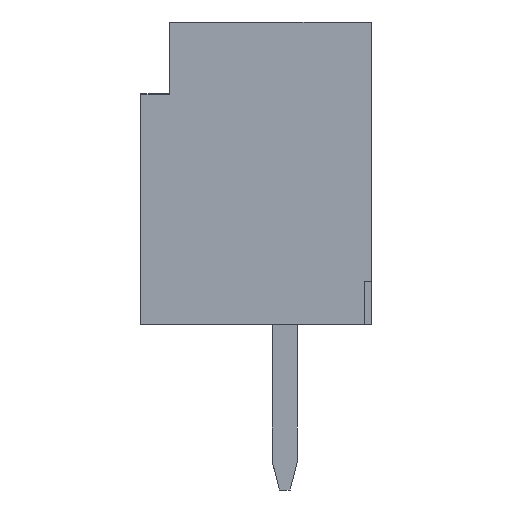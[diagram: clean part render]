
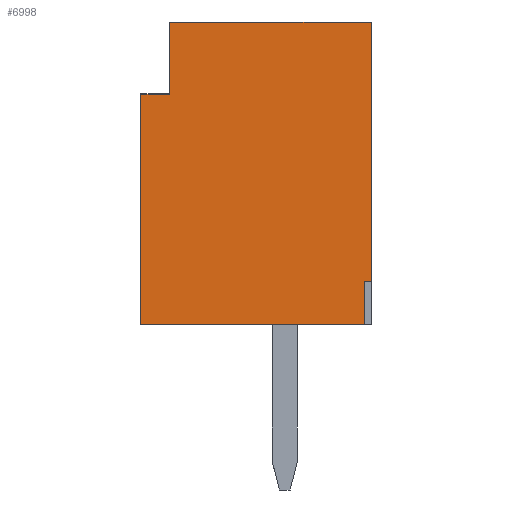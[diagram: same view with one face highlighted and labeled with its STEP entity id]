
A CAD part, left-side view. The second image highlights one B-rep face of the part: STEP entity #6998.
In plain terms, the highlighted face is planar.
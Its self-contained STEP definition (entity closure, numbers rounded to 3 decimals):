
#706=ORIENTED_EDGE('',*,*,#1746,.F.);
#707=ORIENTED_EDGE('',*,*,#1753,.T.);
#708=ORIENTED_EDGE('',*,*,#1982,.F.);
#709=ORIENTED_EDGE('',*,*,#1983,.F.);
#710=ORIENTED_EDGE('',*,*,#1965,.F.);
#711=ORIENTED_EDGE('',*,*,#1947,.T.);
#712=ORIENTED_EDGE('',*,*,#1984,.F.);
#713=ORIENTED_EDGE('',*,*,#1985,.F.);
#1746=EDGE_CURVE('',#2449,#2450,#2975,.T.);
#1753=EDGE_CURVE('',#2449,#2454,#2982,.T.);
#1947=EDGE_CURVE('',#2580,#2579,#3176,.T.);
#1965=EDGE_CURVE('',#2580,#2590,#3194,.T.);
#1982=EDGE_CURVE('',#2593,#2454,#3211,.T.);
#1983=EDGE_CURVE('',#2590,#2593,#3212,.T.);
#1984=EDGE_CURVE('',#2594,#2579,#3213,.T.);
#1985=EDGE_CURVE('',#2450,#2594,#3214,.T.);
#2449=VERTEX_POINT('',#9133);
#2450=VERTEX_POINT('',#9135);
#2454=VERTEX_POINT('',#9147);
#2579=VERTEX_POINT('',#9536);
#2580=VERTEX_POINT('',#9538);
#2590=VERTEX_POINT('',#9569);
#2593=VERTEX_POINT('',#9604);
#2594=VERTEX_POINT('',#9607);
#2975=LINE('',#9134,#3718);
#2982=LINE('',#9148,#3725);
#3176=LINE('',#9537,#3919);
#3194=LINE('',#9571,#3937);
#3211=LINE('',#9603,#3954);
#3212=LINE('',#9605,#3955);
#3213=LINE('',#9606,#3956);
#3214=LINE('',#9608,#3957);
#3718=VECTOR('',#7725,1000.);
#3725=VECTOR('',#7736,1000.);
#3919=VECTOR('',#8070,1000.);
#3937=VECTOR('',#8098,1000.);
#3954=VECTOR('',#8141,1000.);
#3955=VECTOR('',#8142,1000.);
#3956=VECTOR('',#8143,1000.);
#3957=VECTOR('',#8144,1000.);
#4374=EDGE_LOOP('',(#706,#707,#708,#709,#710,#711,#712,#713));
#4653=FACE_BOUND('',#4374,.T.);
#4924=PLANE('',#7264);
#6998=ADVANCED_FACE('',(#4653),#4924,.F.);
#7264=AXIS2_PLACEMENT_3D('',#9602,#8139,#8140);
#7725=DIRECTION('',(0.,0.,-1.));
#7736=DIRECTION('',(0.,1.,0.));
#8070=DIRECTION('',(0.,-1.,0.));
#8098=DIRECTION('',(0.,0.,1.));
#8139=DIRECTION('',(-1.,0.,0.));
#8140=DIRECTION('',(0.,0.,1.));
#8141=DIRECTION('',(0.,0.,-1.));
#8142=DIRECTION('',(0.,1.,0.));
#8143=DIRECTION('',(0.,0.,1.));
#8144=DIRECTION('',(0.,-1.,0.));
#9133=CARTESIAN_POINT('',(5.875,1.5,-1.5));
#9134=CARTESIAN_POINT('',(5.875,1.5,-1.5));
#9135=CARTESIAN_POINT('',(5.875,1.5,-2.1));
#9147=CARTESIAN_POINT('',(5.875,1.6,-1.5));
#9148=CARTESIAN_POINT('',(5.875,1.5,-1.5));
#9536=CARTESIAN_POINT('',(5.875,-1.6,1.1));
#9537=CARTESIAN_POINT('',(5.875,-1.2,1.1));
#9538=CARTESIAN_POINT('',(5.875,-1.2,1.1));
#9569=CARTESIAN_POINT('',(5.875,-1.2,2.1));
#9571=CARTESIAN_POINT('',(5.875,-1.2,1.1));
#9602=CARTESIAN_POINT('',(5.875,0.,0.));
#9603=CARTESIAN_POINT('',(5.875,1.6,2.1));
#9604=CARTESIAN_POINT('',(5.875,1.6,2.1));
#9605=CARTESIAN_POINT('',(5.875,-1.6,2.1));
#9606=CARTESIAN_POINT('',(5.875,-1.6,-2.1));
#9607=CARTESIAN_POINT('',(5.875,-1.6,-2.1));
#9608=CARTESIAN_POINT('',(5.875,1.6,-2.1));
